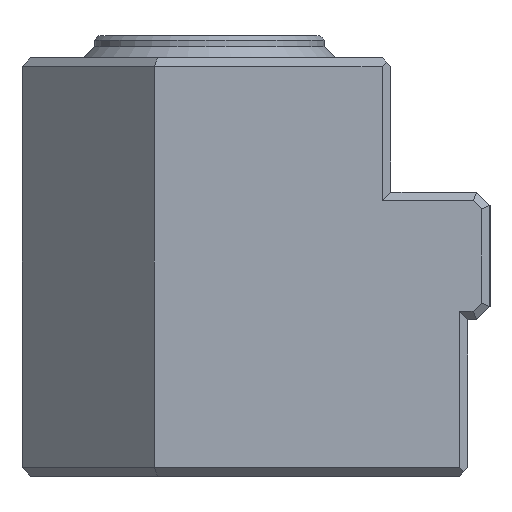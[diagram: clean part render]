
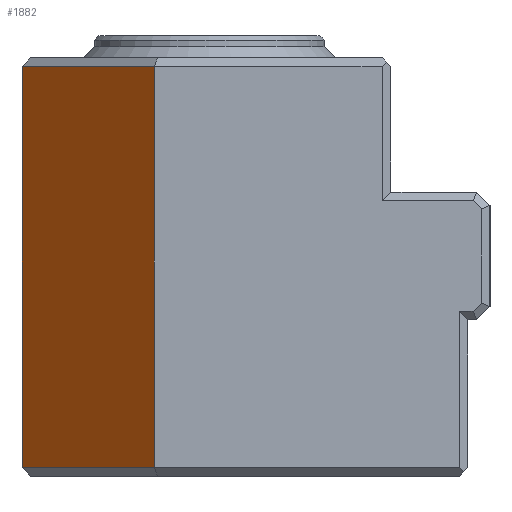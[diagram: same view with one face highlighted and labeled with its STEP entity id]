
A CAD part, left-side view. The second image highlights one B-rep face of the part: STEP entity #1882.
In plain terms, the highlighted planar face has unit normal (-0.707, 0.707, 0).
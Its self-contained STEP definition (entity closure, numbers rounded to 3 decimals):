
#756 = PLANE('',#757);
#757 = AXIS2_PLACEMENT_3D('',#758,#759,#760);
#758 = CARTESIAN_POINT('',(6.141,8.359,-9.3));
#759 = DIRECTION('',(-0.5,0.5,-0.707));
#760 = DIRECTION('',(0.707,0.707,-0.));
#1068 = VERTEX_POINT('',#1069);
#1069 = CARTESIAN_POINT('',(6.,8.5,-9.1));
#1128 = PLANE('',#1129);
#1129 = AXIS2_PLACEMENT_3D('',#1130,#1131,#1132);
#1130 = CARTESIAN_POINT('',(80.,8.5,-9.5));
#1131 = DIRECTION('',(0.,1.,0.));
#1132 = DIRECTION('',(0.,0.,1.));
#1144 = EDGE_CURVE('',#1068,#1145,#1147,.T.);
#1145 = VERTEX_POINT('',#1146);
#1146 = CARTESIAN_POINT('',(0.,2.5,-9.1));
#1147 = SURFACE_CURVE('',#1148,(#1152,#1159),.PCURVE_S1.);
#1148 = LINE('',#1149,#1150);
#1149 = CARTESIAN_POINT('',(6.,8.5,-9.1));
#1150 = VECTOR('',#1151,1.);
#1151 = DIRECTION('',(-0.707,-0.707,0.));
#1152 = PCURVE('',#756,#1153);
#1153 = DEFINITIONAL_REPRESENTATION('',(#1154),#1158);
#1154 = LINE('',#1155,#1156);
#1155 = CARTESIAN_POINT('',(-0.,-0.283));
#1156 = VECTOR('',#1157,1.);
#1157 = DIRECTION('',(-1.,0.));
#1158 = ( GEOMETRIC_REPRESENTATION_CONTEXT(2) 
PARAMETRIC_REPRESENTATION_CONTEXT() REPRESENTATION_CONTEXT('2D SPACE',''
  ) );
#1159 = PCURVE('',#1160,#1165);
#1160 = PLANE('',#1161);
#1161 = AXIS2_PLACEMENT_3D('',#1162,#1163,#1164);
#1162 = CARTESIAN_POINT('',(3.,5.5,-9.5));
#1163 = DIRECTION('',(0.707,-0.707,0.));
#1164 = DIRECTION('',(0.,0.,1.));
#1165 = DEFINITIONAL_REPRESENTATION('',(#1166),#1170);
#1166 = LINE('',#1167,#1168);
#1167 = CARTESIAN_POINT('',(0.4,-4.243));
#1168 = VECTOR('',#1169,1.);
#1169 = DIRECTION('',(0.,1.));
#1170 = ( GEOMETRIC_REPRESENTATION_CONTEXT(2) 
PARAMETRIC_REPRESENTATION_CONTEXT() REPRESENTATION_CONTEXT('2D SPACE',''
  ) );
#1267 = PLANE('',#1268);
#1268 = AXIS2_PLACEMENT_3D('',#1269,#1270,#1271);
#1269 = CARTESIAN_POINT('',(0.,-8.25,-9.5));
#1270 = DIRECTION('',(1.,0.,0.));
#1271 = DIRECTION('',(0.,0.,1.));
#1740 = EDGE_CURVE('',#1068,#1741,#1743,.T.);
#1741 = VERTEX_POINT('',#1742);
#1742 = CARTESIAN_POINT('',(6.,8.5,9.1));
#1743 = SURFACE_CURVE('',#1744,(#1748,#1755),.PCURVE_S1.);
#1744 = LINE('',#1745,#1746);
#1745 = CARTESIAN_POINT('',(6.,8.5,-9.5));
#1746 = VECTOR('',#1747,1.);
#1747 = DIRECTION('',(0.,0.,1.));
#1748 = PCURVE('',#1128,#1749);
#1749 = DEFINITIONAL_REPRESENTATION('',(#1750),#1754);
#1750 = LINE('',#1751,#1752);
#1751 = CARTESIAN_POINT('',(0.,-74.));
#1752 = VECTOR('',#1753,1.);
#1753 = DIRECTION('',(1.,0.));
#1754 = ( GEOMETRIC_REPRESENTATION_CONTEXT(2) 
PARAMETRIC_REPRESENTATION_CONTEXT() REPRESENTATION_CONTEXT('2D SPACE',''
  ) );
#1755 = PCURVE('',#1160,#1756);
#1756 = DEFINITIONAL_REPRESENTATION('',(#1757),#1761);
#1757 = LINE('',#1758,#1759);
#1758 = CARTESIAN_POINT('',(0.,-4.243));
#1759 = VECTOR('',#1760,1.);
#1760 = DIRECTION('',(1.,0.));
#1761 = ( GEOMETRIC_REPRESENTATION_CONTEXT(2) 
PARAMETRIC_REPRESENTATION_CONTEXT() REPRESENTATION_CONTEXT('2D SPACE',''
  ) );
#1882 = ADVANCED_FACE('',(#1883),#1160,.F.);
#1883 = FACE_BOUND('',#1884,.F.);
#1884 = EDGE_LOOP('',(#1885,#1886,#1914,#1935));
#1885 = ORIENTED_EDGE('',*,*,#1740,.T.);
#1886 = ORIENTED_EDGE('',*,*,#1887,.T.);
#1887 = EDGE_CURVE('',#1741,#1888,#1890,.T.);
#1888 = VERTEX_POINT('',#1889);
#1889 = CARTESIAN_POINT('',(0.,2.5,9.1));
#1890 = SURFACE_CURVE('',#1891,(#1895,#1902),.PCURVE_S1.);
#1891 = LINE('',#1892,#1893);
#1892 = CARTESIAN_POINT('',(6.,8.5,9.1));
#1893 = VECTOR('',#1894,1.);
#1894 = DIRECTION('',(-0.707,-0.707,0.));
#1895 = PCURVE('',#1160,#1896);
#1896 = DEFINITIONAL_REPRESENTATION('',(#1897),#1901);
#1897 = LINE('',#1898,#1899);
#1898 = CARTESIAN_POINT('',(18.6,-4.243));
#1899 = VECTOR('',#1900,1.);
#1900 = DIRECTION('',(0.,1.));
#1901 = ( GEOMETRIC_REPRESENTATION_CONTEXT(2) 
PARAMETRIC_REPRESENTATION_CONTEXT() REPRESENTATION_CONTEXT('2D SPACE',''
  ) );
#1902 = PCURVE('',#1903,#1908);
#1903 = PLANE('',#1904);
#1904 = AXIS2_PLACEMENT_3D('',#1905,#1906,#1907);
#1905 = CARTESIAN_POINT('',(6.141,8.359,9.3));
#1906 = DIRECTION('',(0.5,-0.5,-0.707));
#1907 = DIRECTION('',(0.707,0.707,-0.));
#1908 = DEFINITIONAL_REPRESENTATION('',(#1909),#1913);
#1909 = LINE('',#1910,#1911);
#1910 = CARTESIAN_POINT('',(-0.,-0.283));
#1911 = VECTOR('',#1912,1.);
#1912 = DIRECTION('',(-1.,0.));
#1913 = ( GEOMETRIC_REPRESENTATION_CONTEXT(2) 
PARAMETRIC_REPRESENTATION_CONTEXT() REPRESENTATION_CONTEXT('2D SPACE',''
  ) );
#1914 = ORIENTED_EDGE('',*,*,#1915,.F.);
#1915 = EDGE_CURVE('',#1145,#1888,#1916,.T.);
#1916 = SURFACE_CURVE('',#1917,(#1921,#1928),.PCURVE_S1.);
#1917 = LINE('',#1918,#1919);
#1918 = CARTESIAN_POINT('',(0.,2.5,-9.5));
#1919 = VECTOR('',#1920,1.);
#1920 = DIRECTION('',(0.,0.,1.));
#1921 = PCURVE('',#1160,#1922);
#1922 = DEFINITIONAL_REPRESENTATION('',(#1923),#1927);
#1923 = LINE('',#1924,#1925);
#1924 = CARTESIAN_POINT('',(0.,4.243));
#1925 = VECTOR('',#1926,1.);
#1926 = DIRECTION('',(1.,0.));
#1927 = ( GEOMETRIC_REPRESENTATION_CONTEXT(2) 
PARAMETRIC_REPRESENTATION_CONTEXT() REPRESENTATION_CONTEXT('2D SPACE',''
  ) );
#1928 = PCURVE('',#1267,#1929);
#1929 = DEFINITIONAL_REPRESENTATION('',(#1930),#1934);
#1930 = LINE('',#1931,#1932);
#1931 = CARTESIAN_POINT('',(0.,-10.75));
#1932 = VECTOR('',#1933,1.);
#1933 = DIRECTION('',(1.,0.));
#1934 = ( GEOMETRIC_REPRESENTATION_CONTEXT(2) 
PARAMETRIC_REPRESENTATION_CONTEXT() REPRESENTATION_CONTEXT('2D SPACE',''
  ) );
#1935 = ORIENTED_EDGE('',*,*,#1144,.F.);
